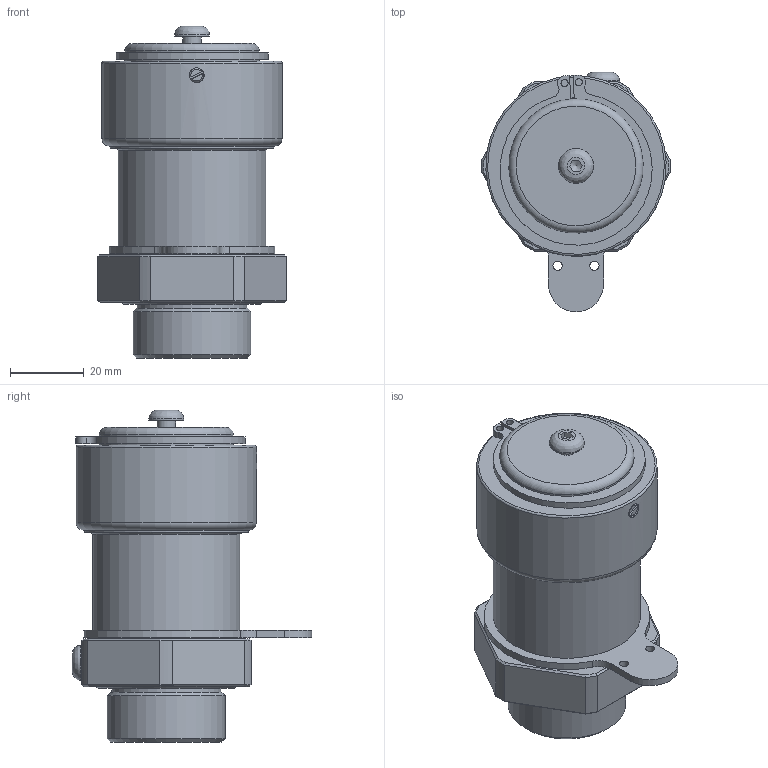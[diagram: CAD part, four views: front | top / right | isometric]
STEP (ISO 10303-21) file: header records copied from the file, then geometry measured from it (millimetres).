
FILE_DESCRIPTION(/* description */ (''),/* implementation_level */ '2;1');
FILE_NAME(/* name */ 'ControlEx Exd-25-S-BR.stp',/* time_stamp */ '2022-11-18T14:26:29+00:00',/* author */ ('areid2'),/* organization */ (''),/* preprocessor_version */ 'ST-DEVELOPER v18.1',/* originating_system */ 'Autodesk Inventor 2020',/* authorisation */ '');
FILE_SCHEMA (('AUTOMOTIVE_DESIGN { 1 0 10303 214 3 1 1 }'));
Length unit declared in the file: millimetre
Products named in the file (1): Part15
Bounding box: 51.24 x 65.05 x 90.15 mm (x, y, z)
Volume: 122709.5 mm3; surface area: 21138.1 mm2
Topology: 1 solids, 1 shells, 135 faces, 357 edges, 243 vertices
Faces by surface type: plane 65, cylinder 41, cone 21, torus 6, bspline 2
Full cylindrical faces by diameter (mm): 1.93 x2, 2.5 x2, 4 x2, 5 x2, 9.5 x2, 29.65 x1, 32 x1, 34 x1, 36.5 x2, 37 x1, 38 x1, 40 x1, 44.45 x1, 49 x1
Entity records: 4567 total; most frequent: CARTESIAN_POINT 956, DIRECTION 742, ORIENTED_EDGE 704, EDGE_CURVE 352, AXIS2_PLACEMENT_3D 305, VERTEX_POINT 238, CIRCLE 167, EDGE_LOOP 164
